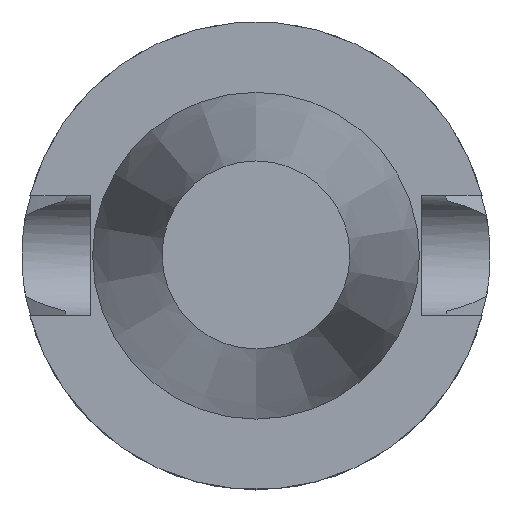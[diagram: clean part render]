
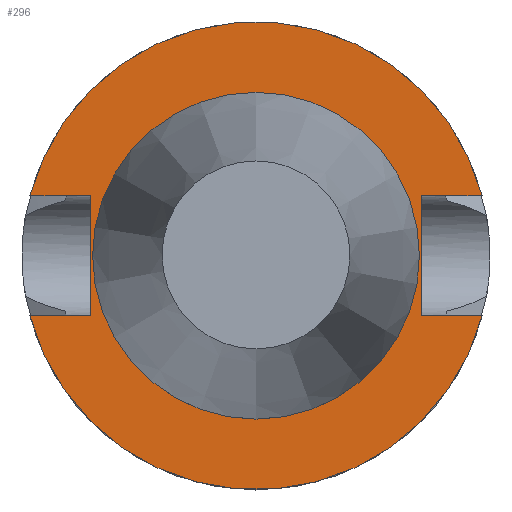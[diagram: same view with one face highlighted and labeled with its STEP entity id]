
A CAD part, top view. The second image highlights one B-rep face of the part: STEP entity #296.
In plain terms, the highlighted planar face has unit normal (0, 0, 1).
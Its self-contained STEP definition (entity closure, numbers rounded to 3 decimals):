
#142=EDGE_CURVE('240[2]',#394,#395,#396,.T.);
#153=EDGE_CURVE('240[2]',#355,#411,#412,.T.);
#221=EDGE_CURVE('240[2]',#509,#429,#510,.T.);
#246=EDGE_CURVE('240[2]',#411,#509,#543,.T.);
#250=EDGE_CURVE('240[2]',#433,#548,#549,.T.);
#256=EDGE_CURVE('240[2]',#556,#556,#557,.T.);
#260=EDGE_CURVE('240[2]',#548,#394,#562,.T.);
#296=ADVANCED_FACE('240[2]',(#609,#610),#611,.T.);
#324=EDGE_CURVE('240[2]',#429,#433,#647,.T.);
#336=EDGE_CURVE('240[2]',#395,#355,#662,.T.);
#355=VERTEX_POINT('',#672);
#394=VERTEX_POINT('',#741);
#395=VERTEX_POINT('',#742);
#396=CIRCLE('',#743,50.0);
#411=VERTEX_POINT('',#774);
#412=LINE('',#775,#776);
#429=VERTEX_POINT('',#808);
#433=VERTEX_POINT('',#814);
#509=VERTEX_POINT('',#1042);
#510=CIRCLE('',#1043,50.0);
#543=LINE('',#1105,#1106);
#548=VERTEX_POINT('',#1114);
#549=LINE('',#1115,#1116);
#556=VERTEX_POINT('',#1143);
#557=CIRCLE('',#1144,34.925);
#562=LINE('',#1151,#1152);
#609=FACE_OUTER_BOUND('',#1228,.T.);
#610=FACE_BOUND('',#1229,.T.);
#611=PLANE('',#1230);
#647=LINE('',#1344,#1345);
#662=LINE('',#1374,#1375);
#672=CARTESIAN_POINT('',(-35.4,12.85,-1.5));
#741=CARTESIAN_POINT('',(48.321,12.85,-1.5));
#742=CARTESIAN_POINT('',(-48.321,12.85,-1.5));
#743=AXIS2_PLACEMENT_3D('',#1416,#1417,#1418);
#774=CARTESIAN_POINT('',(-35.4,-12.85,-1.5));
#775=CARTESIAN_POINT('',(-35.4,14.806,-1.5));
#776=VECTOR('',#1430,1.0);
#808=CARTESIAN_POINT('',(48.321,-12.85,-1.5));
#814=CARTESIAN_POINT('',(35.4,-12.85,-1.5));
#1042=CARTESIAN_POINT('',(-48.321,-12.85,-1.5));
#1043=AXIS2_PLACEMENT_3D('',#1528,#1529,#1530);
#1105=CARTESIAN_POINT('',(-17.7,-12.85,-1.5));
#1106=VECTOR('',#1566,1.0);
#1114=CARTESIAN_POINT('',(35.4,12.85,-1.5));
#1115=CARTESIAN_POINT('',(35.4,21.231,-1.5));
#1116=VECTOR('',#1568,1.0);
#1143=CARTESIAN_POINT('',(0.,34.925,-1.5));
#1144=AXIS2_PLACEMENT_3D('',#1572,#1573,#1574);
#1151=CARTESIAN_POINT('',(17.7,12.85,-1.5));
#1152=VECTOR('',#1578,1.0);
#1228=EDGE_LOOP('',(#1630,#1631,#1632,#1633,#1634,#1635,#1636,#1637));
#1229=EDGE_LOOP('',(#1638));
#1230=AXIS2_PLACEMENT_3D('',#1639,#1640,#1641);
#1344=CARTESIAN_POINT('',(17.7,-12.85,-1.5));
#1345=VECTOR('',#1699,1.0);
#1374=CARTESIAN_POINT('',(-17.7,12.85,-1.5));
#1375=VECTOR('',#1719,1.0);
#1416=CARTESIAN_POINT('',(0.,0.,-1.5));
#1417=DIRECTION('',(0.,0.,1.0));
#1418=DIRECTION('',(0.,1.0,0.));
#1430=DIRECTION('',(-0.0,-1.0,0.));
#1528=CARTESIAN_POINT('',(0.,0.,-1.5));
#1529=DIRECTION('',(0.,0.,1.0));
#1530=DIRECTION('',(0.,1.0,0.));
#1566=DIRECTION('',(-1.0,0.0,0.));
#1568=DIRECTION('',(-0.0,1.0,0.));
#1572=CARTESIAN_POINT('',(0.,0.,-1.5));
#1573=DIRECTION('',(0.,0.,1.0));
#1574=DIRECTION('',(0.,1.0,0.));
#1578=DIRECTION('',(1.0,0.0,0.));
#1630=ORIENTED_EDGE('',*,*,#246,.T.);
#1631=ORIENTED_EDGE('',*,*,#221,.T.);
#1632=ORIENTED_EDGE('',*,*,#324,.T.);
#1633=ORIENTED_EDGE('',*,*,#250,.T.);
#1634=ORIENTED_EDGE('',*,*,#260,.T.);
#1635=ORIENTED_EDGE('',*,*,#142,.T.);
#1636=ORIENTED_EDGE('',*,*,#336,.T.);
#1637=ORIENTED_EDGE('',*,*,#153,.T.);
#1638=ORIENTED_EDGE('',*,*,#256,.F.);
#1639=CARTESIAN_POINT('',(0.,42.463,-1.5));
#1640=DIRECTION('',(0.,0.,1.0));
#1641=DIRECTION('',(1.0,0.,0.0));
#1699=DIRECTION('',(-1.0,0.0,0.));
#1719=DIRECTION('',(1.0,0.0,0.));
